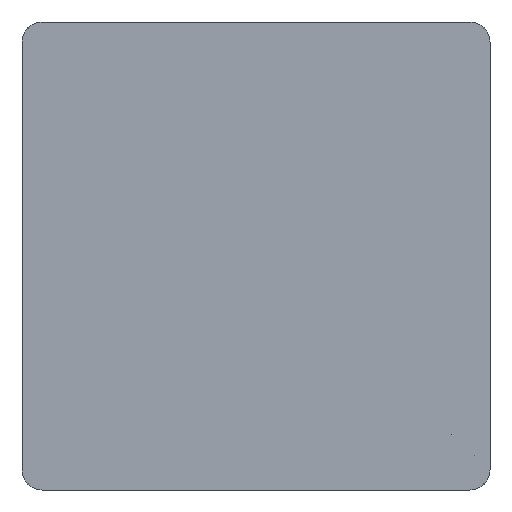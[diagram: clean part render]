
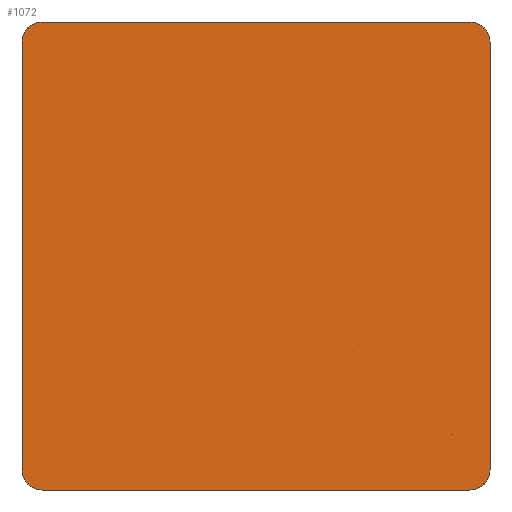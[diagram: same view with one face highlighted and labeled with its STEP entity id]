
A CAD part, front view. The second image highlights one B-rep face of the part: STEP entity #1072.
In plain terms, the highlighted planar face has unit normal (0, -1, 0).
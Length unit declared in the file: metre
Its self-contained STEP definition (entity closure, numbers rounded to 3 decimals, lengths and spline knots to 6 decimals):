
#58=CIRCLE('',#1162,0.005);
#59=CIRCLE('',#1163,0.005);
#60=CIRCLE('',#1164,0.005);
#61=CIRCLE('',#1165,0.005);
#166=ORIENTED_EDGE('',*,*,#468,.F.);
#167=ORIENTED_EDGE('',*,*,#470,.T.);
#168=ORIENTED_EDGE('',*,*,#462,.T.);
#169=ORIENTED_EDGE('',*,*,#471,.T.);
#170=ORIENTED_EDGE('',*,*,#460,.T.);
#171=ORIENTED_EDGE('',*,*,#472,.T.);
#172=ORIENTED_EDGE('',*,*,#400,.F.);
#173=ORIENTED_EDGE('',*,*,#473,.T.);
#400=EDGE_CURVE('',#554,#555,#662,.T.);
#460=EDGE_CURVE('',#611,#610,#710,.T.);
#462=EDGE_CURVE('',#612,#613,#712,.T.);
#468=EDGE_CURVE('',#618,#619,#718,.T.);
#470=EDGE_CURVE('',#618,#612,#58,.F.);
#471=EDGE_CURVE('',#613,#611,#59,.F.);
#472=EDGE_CURVE('',#610,#555,#60,.F.);
#473=EDGE_CURVE('',#554,#619,#61,.F.);
#554=VERTEX_POINT('',#1603);
#555=VERTEX_POINT('',#1605);
#610=VERTEX_POINT('',#1724);
#611=VERTEX_POINT('',#1726);
#612=VERTEX_POINT('',#1730);
#613=VERTEX_POINT('',#1731);
#618=VERTEX_POINT('',#1742);
#619=VERTEX_POINT('',#1744);
#662=LINE('',#1604,#762);
#710=LINE('',#1725,#810);
#712=LINE('',#1729,#812);
#718=LINE('',#1743,#818);
#762=VECTOR('',#1265,1.);
#810=VECTOR('',#1347,1.);
#812=VECTOR('',#1351,1.);
#818=VECTOR('',#1359,1.);
#869=EDGE_LOOP('',(#166,#167,#168,#169,#170,#171,#172,#173));
#951=FACE_BOUND('',#869,.T.);
#1032=PLANE('',#1161);
#1072=ADVANCED_FACE('',(#951),#1032,.F.);
#1161=AXIS2_PLACEMENT_3D('',#1746,#1361,#1362);
#1162=AXIS2_PLACEMENT_3D('',#1747,#1363,#1364);
#1163=AXIS2_PLACEMENT_3D('',#1748,#1365,#1366);
#1164=AXIS2_PLACEMENT_3D('',#1749,#1367,#1368);
#1165=AXIS2_PLACEMENT_3D('',#1750,#1369,#1370);
#1265=DIRECTION('',(-1.,0.,0.));
#1347=DIRECTION('',(0.,0.,-1.));
#1351=DIRECTION('',(-1.,0.,0.));
#1359=DIRECTION('',(0.,0.,-1.));
#1361=DIRECTION('',(0.,1.,0.));
#1362=DIRECTION('',(1.,0.,0.));
#1363=DIRECTION('',(0.,1.,0.));
#1364=DIRECTION('',(1.,0.,0.));
#1365=DIRECTION('',(0.,1.,0.));
#1366=DIRECTION('',(1.,0.,0.));
#1367=DIRECTION('',(0.,1.,0.));
#1368=DIRECTION('',(1.,0.,0.));
#1369=DIRECTION('',(0.,1.,0.));
#1370=DIRECTION('',(1.,0.,0.));
#1603=CARTESIAN_POINT('',(0.0525,0.,-0.0575));
#1604=CARTESIAN_POINT('',(0.,0.,-0.0575));
#1605=CARTESIAN_POINT('',(-0.0525,0.,-0.0575));
#1724=CARTESIAN_POINT('',(-0.0575,0.,-0.0525));
#1725=CARTESIAN_POINT('',(-0.0575,0.,0.));
#1726=CARTESIAN_POINT('',(-0.0575,0.,0.0525));
#1729=CARTESIAN_POINT('',(0.,0.,0.0575));
#1730=CARTESIAN_POINT('',(0.0525,0.,0.0575));
#1731=CARTESIAN_POINT('',(-0.0525,0.,0.0575));
#1742=CARTESIAN_POINT('',(0.0575,0.,0.0525));
#1743=CARTESIAN_POINT('',(0.0575,0.,0.));
#1744=CARTESIAN_POINT('',(0.0575,0.,-0.0525));
#1746=CARTESIAN_POINT('',(0.,0.,0.));
#1747=CARTESIAN_POINT('',(0.0525,0.,0.0525));
#1748=CARTESIAN_POINT('',(-0.0525,0.,0.0525));
#1749=CARTESIAN_POINT('',(-0.0525,0.,-0.0525));
#1750=CARTESIAN_POINT('',(0.0525,0.,-0.0525));
